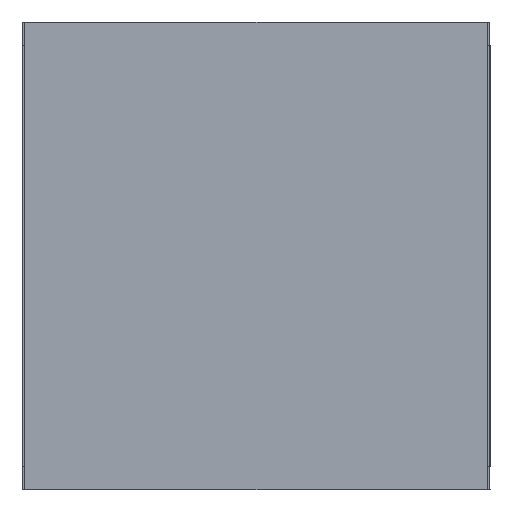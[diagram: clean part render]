
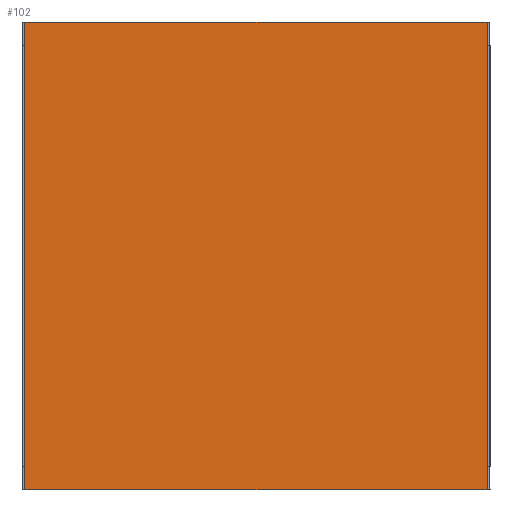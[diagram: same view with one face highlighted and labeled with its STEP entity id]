
A CAD part, left-side view. The second image highlights one B-rep face of the part: STEP entity #102.
In plain terms, the highlighted planar face has unit normal (-1, 0, 0).
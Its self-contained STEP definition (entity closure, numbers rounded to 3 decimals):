
#102=ADVANCED_FACE('',(#160),#161,.T.);
#160=FACE_OUTER_BOUND('',#220,.T.);
#161=PLANE('',#221);
#220=EDGE_LOOP('',(#463,#464,#465,#466));
#221=AXIS2_PLACEMENT_3D('',#467,#468,#469);
#463=ORIENTED_EDGE('',*,*,#566,.T.);
#464=ORIENTED_EDGE('',*,*,#552,.F.);
#465=ORIENTED_EDGE('',*,*,#565,.F.);
#466=ORIENTED_EDGE('',*,*,#525,.T.);
#467=CARTESIAN_POINT('',(-0.8,-0.395,-0.4));
#468=DIRECTION('',(-1.0,0.0,0.0));
#469=DIRECTION('',(0.0,0.0,1.0));
#525=EDGE_CURVE('',#644,#642,#645,.T.);
#552=EDGE_CURVE('',#685,#687,#688,.T.);
#565=EDGE_CURVE('',#644,#685,#705,.T.);
#566=EDGE_CURVE('',#642,#687,#706,.T.);
#642=VERTEX_POINT('',#822);
#644=VERTEX_POINT('',#825);
#645=LINE('',#826,#827);
#685=VERTEX_POINT('',#892);
#687=VERTEX_POINT('',#895);
#688=LINE('',#896,#897);
#705=LINE('',#926,#927);
#706=LINE('',#928,#929);
#822=CARTESIAN_POINT('',(-0.8,-0.395,0.4));
#825=CARTESIAN_POINT('',(-0.8,-0.395,-0.4));
#826=CARTESIAN_POINT('',(-0.8,-0.395,-0.4));
#827=VECTOR('',#973,0.8);
#892=CARTESIAN_POINT('',(-0.8,0.395,-0.4));
#895=CARTESIAN_POINT('',(-0.8,0.395,0.4));
#896=CARTESIAN_POINT('',(-0.8,0.395,-0.4));
#897=VECTOR('',#1000,0.8);
#926=CARTESIAN_POINT('',(-0.8,-0.395,-0.4));
#927=VECTOR('',#1013,0.79);
#928=CARTESIAN_POINT('',(-0.8,-0.395,0.4));
#929=VECTOR('',#1014,0.79);
#973=DIRECTION('',(0.0,0.0,1.0));
#1000=DIRECTION('',(0.0,0.0,1.0));
#1013=DIRECTION('',(0.0,1.0,0.0));
#1014=DIRECTION('',(0.0,1.0,0.0));
